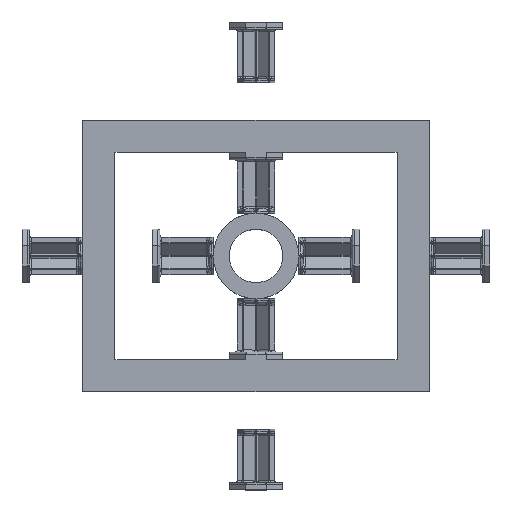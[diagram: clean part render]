
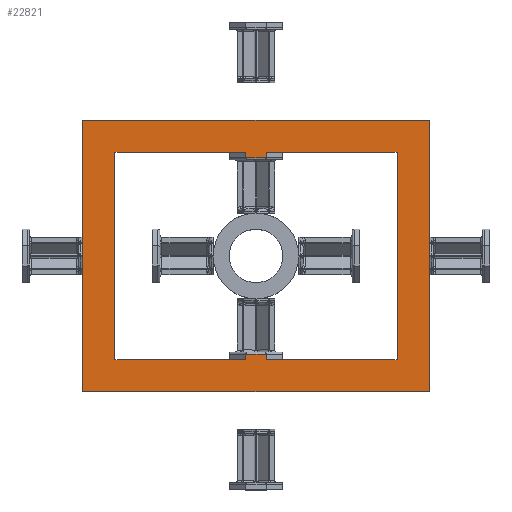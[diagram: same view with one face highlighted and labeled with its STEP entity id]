
A CAD part, top view. The second image highlights one B-rep face of the part: STEP entity #22821.
In plain terms, the highlighted planar face has unit normal (0, 0, 1).
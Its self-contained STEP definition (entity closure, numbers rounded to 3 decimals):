
#186=FACE_BOUND('',#2839,.T.);
#617=PLANE('',#24409);
#1438=FACE_OUTER_BOUND('',#2838,.T.);
#2838=EDGE_LOOP('',(#16462,#16463,#16464,#16465));
#2839=EDGE_LOOP('',(#16466,#16467,#16468,#16469,#16470,#16471,#16472,#16473,
#16474,#16475,#16476,#16477));
#4415=LINE('',#33587,#6683);
#4421=LINE('',#33600,#6689);
#4424=LINE('',#33606,#6692);
#4429=LINE('',#33616,#6697);
#4432=LINE('',#33622,#6700);
#4437=LINE('',#33632,#6705);
#4441=LINE('',#33641,#6709);
#4444=LINE('',#33647,#6712);
#4447=LINE('',#33653,#6715);
#4450=LINE('',#33658,#6718);
#4555=LINE('',#34595,#6823);
#4560=LINE('',#34604,#6828);
#4563=LINE('',#34608,#6831);
#4731=LINE('',#35718,#6999);
#4736=LINE('',#35727,#7004);
#4738=LINE('',#35730,#7006);
#6683=VECTOR('',#26636,10.);
#6689=VECTOR('',#26644,10.);
#6692=VECTOR('',#26649,10.);
#6697=VECTOR('',#26656,10.);
#6700=VECTOR('',#26661,10.);
#6705=VECTOR('',#26668,10.);
#6709=VECTOR('',#26674,10.);
#6712=VECTOR('',#26679,10.);
#6715=VECTOR('',#26684,10.);
#6718=VECTOR('',#26689,10.);
#6823=VECTOR('',#27020,10.);
#6828=VECTOR('',#27033,10.);
#6831=VECTOR('',#27038,10.);
#6999=VECTOR('',#27580,10.);
#7004=VECTOR('',#27593,10.);
#7006=VECTOR('',#27597,10.);
#9641=VERTEX_POINT('',#33584);
#9642=VERTEX_POINT('',#33586);
#9647=VERTEX_POINT('',#33597);
#9648=VERTEX_POINT('',#33599);
#9650=VERTEX_POINT('',#33605);
#9654=VERTEX_POINT('',#33615);
#9656=VERTEX_POINT('',#33621);
#9660=VERTEX_POINT('',#33631);
#9662=VERTEX_POINT('',#33637);
#9664=VERTEX_POINT('',#33640);
#9666=VERTEX_POINT('',#33646);
#9668=VERTEX_POINT('',#33652);
#9790=VERTEX_POINT('',#34586);
#9793=VERTEX_POINT('',#34594);
#9950=VERTEX_POINT('',#35709);
#9953=VERTEX_POINT('',#35717);
#11829=EDGE_CURVE('',#9642,#9641,#4415,.T.);
#11835=EDGE_CURVE('',#9648,#9647,#4421,.T.);
#11838=EDGE_CURVE('',#9650,#9642,#4424,.T.);
#11843=EDGE_CURVE('',#9654,#9650,#4429,.T.);
#11846=EDGE_CURVE('',#9656,#9648,#4432,.T.);
#11851=EDGE_CURVE('',#9660,#9656,#4437,.T.);
#11855=EDGE_CURVE('',#9664,#9662,#4441,.T.);
#11858=EDGE_CURVE('',#9666,#9664,#4444,.T.);
#11861=EDGE_CURVE('',#9668,#9666,#4447,.T.);
#11864=EDGE_CURVE('',#9662,#9668,#4450,.T.);
#12048=EDGE_CURVE('',#9790,#9793,#4555,.T.);
#12054=EDGE_CURVE('',#9793,#9647,#4560,.T.);
#12057=EDGE_CURVE('',#9654,#9790,#4563,.T.);
#12328=EDGE_CURVE('',#9950,#9953,#4731,.T.);
#12334=EDGE_CURVE('',#9953,#9641,#4736,.T.);
#12336=EDGE_CURVE('',#9660,#9950,#4738,.T.);
#16462=ORIENTED_EDGE('',*,*,#11864,.T.);
#16463=ORIENTED_EDGE('',*,*,#11861,.T.);
#16464=ORIENTED_EDGE('',*,*,#11858,.T.);
#16465=ORIENTED_EDGE('',*,*,#11855,.T.);
#16466=ORIENTED_EDGE('',*,*,#12328,.F.);
#16467=ORIENTED_EDGE('',*,*,#12336,.F.);
#16468=ORIENTED_EDGE('',*,*,#11851,.T.);
#16469=ORIENTED_EDGE('',*,*,#11846,.T.);
#16470=ORIENTED_EDGE('',*,*,#11835,.T.);
#16471=ORIENTED_EDGE('',*,*,#12054,.F.);
#16472=ORIENTED_EDGE('',*,*,#12048,.F.);
#16473=ORIENTED_EDGE('',*,*,#12057,.F.);
#16474=ORIENTED_EDGE('',*,*,#11843,.T.);
#16475=ORIENTED_EDGE('',*,*,#11838,.T.);
#16476=ORIENTED_EDGE('',*,*,#11829,.T.);
#16477=ORIENTED_EDGE('',*,*,#12334,.F.);
#22821=ADVANCED_FACE('',(#1438,#186),#617,.T.);
#24409=AXIS2_PLACEMENT_3D('',#35729,#27595,#27596);
#26636=DIRECTION('',(-1.,0.,0.));
#26644=DIRECTION('',(1.,0.,0.));
#26649=DIRECTION('',(0.,-1.,0.));
#26656=DIRECTION('',(1.,0.,0.));
#26661=DIRECTION('',(0.,1.,0.));
#26668=DIRECTION('',(-1.,0.,0.));
#26674=DIRECTION('',(0.,-1.,0.));
#26679=DIRECTION('',(-1.,0.,0.));
#26684=DIRECTION('',(0.,1.,0.));
#26689=DIRECTION('',(1.,0.,0.));
#27020=DIRECTION('',(-1.,0.,0.));
#27033=DIRECTION('',(0.,1.,0.));
#27038=DIRECTION('',(0.,-1.,0.));
#27580=DIRECTION('',(1.,0.,0.));
#27593=DIRECTION('',(0.,-1.,0.));
#27595=DIRECTION('center_axis',(0.,0.,
1.));
#27596=DIRECTION('ref_axis',(-1.,0.,0.));
#27597=DIRECTION('',(0.,1.,0.));
#33584=CARTESIAN_POINT('',(9.412,-97.,25.));
#33586=CARTESIAN_POINT('',(132.,-97.,25.));
#33587=CARTESIAN_POINT('',(132.,-97.,25.));
#33597=CARTESIAN_POINT('',(-9.412,97.,25.));
#33599=CARTESIAN_POINT('',(-132.,97.,25.));
#33600=CARTESIAN_POINT('',(-132.,97.,25.));
#33605=CARTESIAN_POINT('',(132.,97.,25.));
#33606=CARTESIAN_POINT('',(132.,97.,25.));
#33615=CARTESIAN_POINT('',(9.412,97.,25.));
#33616=CARTESIAN_POINT('',(-132.,97.,25.));
#33621=CARTESIAN_POINT('',(-132.,-97.,25.));
#33622=CARTESIAN_POINT('',(-132.,-97.,25.));
#33631=CARTESIAN_POINT('',(-9.412,-97.,25.));
#33632=CARTESIAN_POINT('',(132.,-97.,25.));
#33637=CARTESIAN_POINT('',(-162.,-127.,25.));
#33640=CARTESIAN_POINT('',(-162.,127.,25.));
#33641=CARTESIAN_POINT('',(-162.,-127.,25.));
#33646=CARTESIAN_POINT('',(162.,127.,25.));
#33647=CARTESIAN_POINT('',(-162.,127.,25.));
#33652=CARTESIAN_POINT('',(162.,-127.,25.));
#33653=CARTESIAN_POINT('',(162.,127.,25.));
#33658=CARTESIAN_POINT('',(162.,-127.,25.));
#34586=CARTESIAN_POINT('',(9.412,92.,25.));
#34594=CARTESIAN_POINT('',(-9.412,92.,25.));
#34595=CARTESIAN_POINT('',(-12.5,92.,25.));
#34604=CARTESIAN_POINT('',(-9.412,90.,25.));
#34608=CARTESIAN_POINT('',(9.412,90.,25.));
#35709=CARTESIAN_POINT('',(-9.412,-92.,25.));
#35717=CARTESIAN_POINT('',(9.412,-92.,25.));
#35718=CARTESIAN_POINT('',(12.5,-92.,25.));
#35727=CARTESIAN_POINT('',(9.412,-90.,25.));
#35729=CARTESIAN_POINT('Origin',(25.,-90.,25.));
#35730=CARTESIAN_POINT('',(-9.412,-90.,25.));
